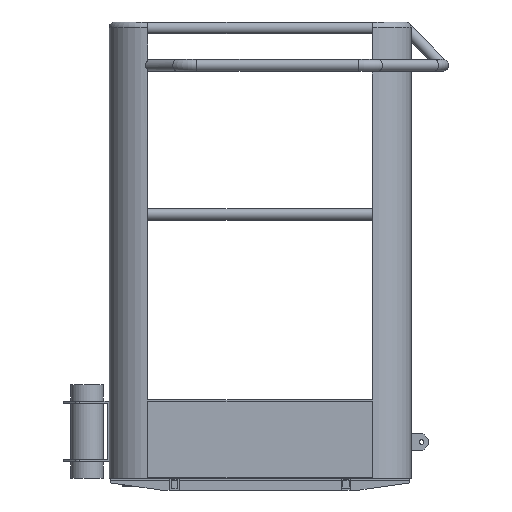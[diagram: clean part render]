
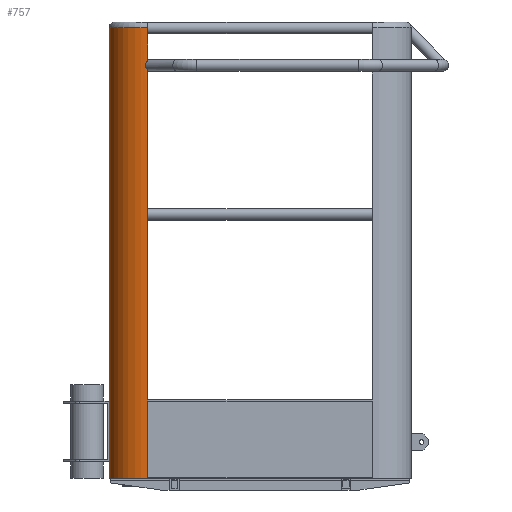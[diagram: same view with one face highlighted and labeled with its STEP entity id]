
A CAD part, left-side view. The second image highlights one B-rep face of the part: STEP entity #757.
In plain terms, the highlighted cylindrical face has radius 104.775 mm (diameter 209.55 mm), a partial arc.
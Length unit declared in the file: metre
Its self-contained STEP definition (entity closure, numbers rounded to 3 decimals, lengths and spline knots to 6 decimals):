
#757 = ADVANCED_FACE( '', ( #1977 ), #1978, .T. );
#1977 = FACE_OUTER_BOUND( '', #3728, .T. );
#1978 = CYLINDRICAL_SURFACE( '', #3729, 0.104775 );
#3728 = EDGE_LOOP( '', ( #6023, #6024, #6025, #6026, #6027, #6028, #6029, #6030, #6031, #6032, #6033, #6034, #6035, #6036 ) );
#3729 = AXIS2_PLACEMENT_3D( '', #6037, #6038, #6039 );
#6023 = ORIENTED_EDGE( '', *, *, #10803, .F. );
#6024 = ORIENTED_EDGE( '', *, *, #10804, .T. );
#6025 = ORIENTED_EDGE( '', *, *, #10805, .F. );
#6026 = ORIENTED_EDGE( '', *, *, #10806, .F. );
#6027 = ORIENTED_EDGE( '', *, *, #10807, .F. );
#6028 = ORIENTED_EDGE( '', *, *, #10808, .F. );
#6029 = ORIENTED_EDGE( '', *, *, #10809, .F. );
#6030 = ORIENTED_EDGE( '', *, *, #10810, .T. );
#6031 = ORIENTED_EDGE( '', *, *, #10811, .F. );
#6032 = ORIENTED_EDGE( '', *, *, #10812, .F. );
#6033 = ORIENTED_EDGE( '', *, *, #10348, .T. );
#6034 = ORIENTED_EDGE( '', *, *, #10813, .T. );
#6035 = ORIENTED_EDGE( '', *, *, #10814, .T. );
#6036 = ORIENTED_EDGE( '', *, *, #10815, .T. );
#6037 = CARTESIAN_POINT( '', ( -0.635, -3.141386, 0.906898 ) );
#6038 = DIRECTION( '', ( 0., 0., -1. ) );
#6039 = DIRECTION( '', ( 1., 0., 0. ) );
#10348 = EDGE_CURVE( '', #12391, #12389, #12392, .T. );
#10803 = EDGE_CURVE( '', #13182, #13183, #13184, .T. );
#10804 = EDGE_CURVE( '', #13182, #13185, #13186, .T. );
#10805 = EDGE_CURVE( '', #13187, #13185, #13188, .T. );
#10806 = EDGE_CURVE( '', #13189, #13187, #13190, .T. );
#10807 = EDGE_CURVE( '', #13191, #13189, #13192, .T. );
#10808 = EDGE_CURVE( '', #13193, #13191, #13194, .T. );
#10809 = EDGE_CURVE( '', #12758, #13193, #13195, .T. );
#10810 = EDGE_CURVE( '', #12758, #13196, #13197, .T. );
#10811 = EDGE_CURVE( '', #13198, #13196, #13199, .T. );
#10812 = EDGE_CURVE( '', #12391, #13198, #13200, .F. );
#10813 = EDGE_CURVE( '', #12389, #13201, #13202, .T. );
#10814 = EDGE_CURVE( '', #13201, #13203, #13204, .T. );
#10815 = EDGE_CURVE( '', #13203, #13183, #13205, .T. );
#12389 = VERTEX_POINT( '', #15380 );
#12391 = VERTEX_POINT( '', #15383 );
#12392 = LINE( '', #15384, #15385 );
#12758 = VERTEX_POINT( '', #15930 );
#13182 = VERTEX_POINT( '', #16565 );
#13183 = VERTEX_POINT( '', #16566 );
#13184 = B_SPLINE_CURVE_WITH_KNOTS( '', 3, ( #16567, #16568, #16569, #16570, #16571, #16572, #16573, #16574, #16575, #16576, #16577, #16578, #16579, #16580, #16581, #16582, #16583, #16584, #16585, #16586, #16587, #16588, #16589, #16590, #16591, #16592, #16593, #16594, #16595, #16596 ), .UNSPECIFIED., .F., .F., ( 4, 2, 2, 2, 2, 2, 2, 2, 2, 2, 2, 2, 2, 2, 4 ), ( 0., 0.003391, 0.005086, 0.006782, 0.008477, 0.010173, 0.013563, 0.015259, 0.016954, 0.017802, 0.01865, 0.020345, 0.022041, 0.023736, 0.027127 ), .UNSPECIFIED. );
#13185 = VERTEX_POINT( '', #16597 );
#13186 = LINE( '', #16598, #16599 );
#13187 = VERTEX_POINT( '', #16600 );
#13188 = CIRCLE( '', #16601, 0.104775 );
#13189 = VERTEX_POINT( '', #16602 );
#13190 = LINE( '', #16603, #16604 );
#13191 = VERTEX_POINT( '', #16605 );
#13192 = LINE( '', #16606, #16607 );
#13193 = VERTEX_POINT( '', #16608 );
#13194 = LINE( '', #16609, #16610 );
#13195 = LINE( '', #16611, #16612 );
#13196 = VERTEX_POINT( '', #16613 );
#13197 = LINE( '', #16614, #16615 );
#13198 = VERTEX_POINT( '', #16616 );
#13199 = CIRCLE( '', #16617, 0.104775 );
#13200 = LINE( '', #16618, #16619 );
#13201 = VERTEX_POINT( '', #16620 );
#13202 = LINE( '', #16621, #16622 );
#13203 = VERTEX_POINT( '', #16623 );
#13204 = LINE( '', #16624, #16625 );
#13205 = LINE( '', #16626, #16627 );
#15380 = CARTESIAN_POINT( '', ( -0.739775, -3.141386, 0.906898 ) );
#15383 = CARTESIAN_POINT( '', ( -0.739775, -3.141386, 0.700523 ) );
#15384 = CARTESIAN_POINT( '', ( -0.739775, -3.141386, 0.700523 ) );
#15385 = VECTOR( '', #19673, 1. );
#15930 = CARTESIAN_POINT( '', ( -0.635, -3.036611, 0.700523 ) );
#16565 = CARTESIAN_POINT( '', ( -0.739775, -3.141386, 1.829348 ) );
#16566 = CARTESIAN_POINT( '', ( -0.739775, -3.141386, 1.806897 ) );
#16567 = CARTESIAN_POINT( '', ( -0.739775, -3.141386, 1.829348 ) );
#16568 = CARTESIAN_POINT( '', ( -0.739775, -3.140454, 1.828688 ) );
#16569 = CARTESIAN_POINT( '', ( -0.739763, -3.139581, 1.827966 ) );
#16570 = CARTESIAN_POINT( '', ( -0.739733, -3.138379, 1.82677 ) );
#16571 = CARTESIAN_POINT( '', ( -0.739721, -3.137996, 1.826353 ) );
#16572 = CARTESIAN_POINT( '', ( -0.739695, -3.137271, 1.825475 ) );
#16573 = CARTESIAN_POINT( '', ( -0.739681, -3.136929, 1.825014 ) );
#16574 = CARTESIAN_POINT( '', ( -0.739652, -3.136306, 1.824063 ) );
#16575 = CARTESIAN_POINT( '', ( -0.739638, -3.136024, 1.823572 ) );
#16576 = CARTESIAN_POINT( '', ( -0.739611, -3.135526, 1.822554 ) );
#16577 = CARTESIAN_POINT( '', ( -0.739599, -3.13531, 1.822026 ) );
#16578 = CARTESIAN_POINT( '', ( -0.739567, -3.134777, 1.820391 ) );
#16579 = CARTESIAN_POINT( '', ( -0.739554, -3.134591, 1.819274 ) );
#16580 = CARTESIAN_POINT( '', ( -0.739554, -3.13459, 1.817552 ) );
#16581 = CARTESIAN_POINT( '', ( -0.739557, -3.134637, 1.816983 ) );
#16582 = CARTESIAN_POINT( '', ( -0.739569, -3.134819, 1.815864 ) );
#16583 = CARTESIAN_POINT( '', ( -0.739577, -3.134954, 1.815313 ) );
#16584 = CARTESIAN_POINT( '', ( -0.739593, -3.135219, 1.814497 ) );
#16585 = CARTESIAN_POINT( '', ( -0.739599, -3.135318, 1.814227 ) );
#16586 = CARTESIAN_POINT( '', ( -0.739611, -3.135533, 1.813699 ) );
#16587 = CARTESIAN_POINT( '', ( -0.739618, -3.135649, 1.81344 ) );
#16588 = CARTESIAN_POINT( '', ( -0.739638, -3.136023, 1.812677 ) );
#16589 = CARTESIAN_POINT( '', ( -0.739652, -3.136304, 1.812186 ) );
#16590 = CARTESIAN_POINT( '', ( -0.73968, -3.136924, 1.811238 ) );
#16591 = CARTESIAN_POINT( '', ( -0.739695, -3.137265, 1.810778 ) );
#16592 = CARTESIAN_POINT( '', ( -0.739721, -3.137992, 1.809897 ) );
#16593 = CARTESIAN_POINT( '', ( -0.739733, -3.138376, 1.809479 ) );
#16594 = CARTESIAN_POINT( '', ( -0.739763, -3.13958, 1.808281 ) );
#16595 = CARTESIAN_POINT( '', ( -0.739775, -3.140453, 1.807557 ) );
#16596 = CARTESIAN_POINT( '', ( -0.739775, -3.141386, 1.806897 ) );
#16597 = CARTESIAN_POINT( '', ( -0.739775, -3.141386, 1.919723 ) );
#16598 = CARTESIAN_POINT( '', ( -0.739775, -3.141386, 0.700523 ) );
#16599 = VECTOR( '', #20126, 1. );
#16600 = CARTESIAN_POINT( '', ( -0.635, -3.036611, 1.919723 ) );
#16601 = AXIS2_PLACEMENT_3D( '', #20127, #20128, #20129 );
#16602 = CARTESIAN_POINT( '', ( -0.635, -3.036611, 1.414898 ) );
#16603 = CARTESIAN_POINT( '', ( -0.635, -3.036611, 0.700523 ) );
#16604 = VECTOR( '', #20130, 1. );
#16605 = CARTESIAN_POINT( '', ( -0.635, -3.036611, 0.910073 ) );
#16606 = CARTESIAN_POINT( '', ( -0.635, -3.036611, 0.700523 ) );
#16607 = VECTOR( '', #20131, 1. );
#16608 = CARTESIAN_POINT( '', ( -0.635, -3.036611, 0.906898 ) );
#16609 = CARTESIAN_POINT( '', ( -0.635, -3.036611, 0.906898 ) );
#16610 = VECTOR( '', #20132, 1. );
#16611 = CARTESIAN_POINT( '', ( -0.635, -3.036611, 0.700523 ) );
#16612 = VECTOR( '', #20133, 1. );
#16613 = CARTESIAN_POINT( '', ( -0.635, -3.036611, 0.697348 ) );
#16614 = CARTESIAN_POINT( '', ( -0.635, -3.036611, 0.700523 ) );
#16615 = VECTOR( '', #20134, 1. );
#16616 = CARTESIAN_POINT( '', ( -0.739775, -3.141386, 0.697348 ) );
#16617 = AXIS2_PLACEMENT_3D( '', #20135, #20136, #20137 );
#16618 = CARTESIAN_POINT( '', ( -0.739775, -3.141386, 0.700523 ) );
#16619 = VECTOR( '', #20138, 1. );
#16620 = CARTESIAN_POINT( '', ( -0.739775, -3.141386, 0.910073 ) );
#16621 = CARTESIAN_POINT( '', ( -0.739775, -3.141386, 0.906898 ) );
#16622 = VECTOR( '', #20139, 1. );
#16623 = CARTESIAN_POINT( '', ( -0.739775, -3.141386, 1.41331 ) );
#16624 = CARTESIAN_POINT( '', ( -0.739775, -3.141386, 0.700523 ) );
#16625 = VECTOR( '', #20140, 1. );
#16626 = CARTESIAN_POINT( '', ( -0.739775, -3.141386, 0.700523 ) );
#16627 = VECTOR( '', #20141, 1. );
#19673 = DIRECTION( '', ( 0., 0., 1. ) );
#20126 = DIRECTION( '', ( 0., 0., 1. ) );
#20127 = CARTESIAN_POINT( '', ( -0.635, -3.141386, 1.919723 ) );
#20128 = DIRECTION( '', ( 0., 0., 1. ) );
#20129 = DIRECTION( '', ( 1., 0., 0. ) );
#20130 = DIRECTION( '', ( 0., 0., 1. ) );
#20131 = DIRECTION( '', ( 0., 0., 1. ) );
#20132 = DIRECTION( '', ( 0., 0., 1. ) );
#20133 = DIRECTION( '', ( 0., 0., 1. ) );
#20134 = DIRECTION( '', ( 0., 0., -1. ) );
#20135 = CARTESIAN_POINT( '', ( -0.635, -3.141386, 0.697348 ) );
#20136 = DIRECTION( '', ( 0., 0., -1. ) );
#20137 = DIRECTION( '', ( -1., 0., 0. ) );
#20138 = DIRECTION( '', ( 0., 0., 1. ) );
#20139 = DIRECTION( '', ( 0., 0., 1. ) );
#20140 = DIRECTION( '', ( 0., 0., 1. ) );
#20141 = DIRECTION( '', ( 0., 0., 1. ) );
